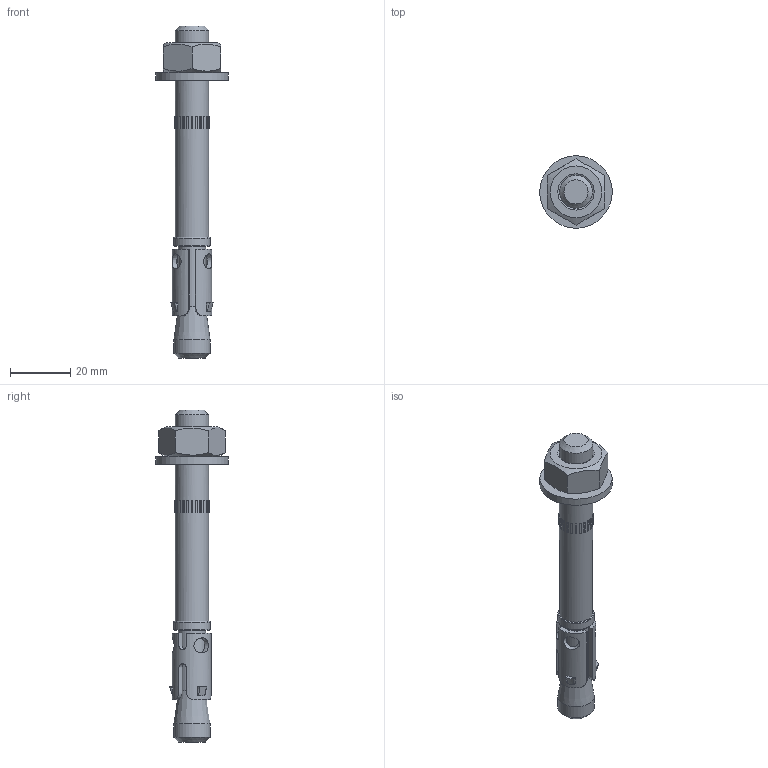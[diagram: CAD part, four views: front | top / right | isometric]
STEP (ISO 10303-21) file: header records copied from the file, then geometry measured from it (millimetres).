
FILE_DESCRIPTION((''),'2;1');
FILE_NAME('116715.stp','2010-09-13T09:41:52',('DMK009'),(''),'Autodesk Inventor 2010','Autodesk Inventor 2010','');
FILE_SCHEMA(('AUTOMOTIVE_DESIGN { 1 0 10303 214 1 1 1 1 }'));
Length unit declared in the file: millimetre
Products named in the file (1): 116715
Bounding box: 23.97 x 23.97 x 110 mm (x, y, z)
Volume: 13638.8 mm3; surface area: 6895.2 mm2
Topology: 2 solids, 2 shells, 206 faces, 502 edges, 332 vertices
Faces by surface type: plane 162, cylinder 17, bspline 15, cone 10, torus 2
Full cylindrical faces by diameter (mm): 9 x1, 11 x2, 12 x2, 24 x1
Entity records: 6724 total; most frequent: CARTESIAN_POINT 2028, ORIENTED_EDGE 958, DIRECTION 882, EDGE_CURVE 479, VERTEX_POINT 326, VECTOR 312, LINE 312, AXIS2_PLACEMENT_3D 285
